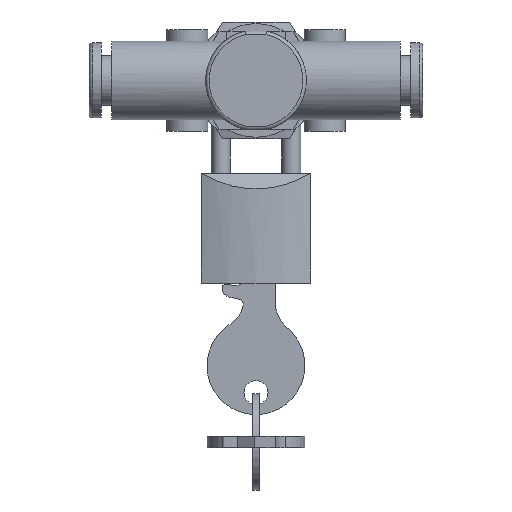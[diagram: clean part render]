
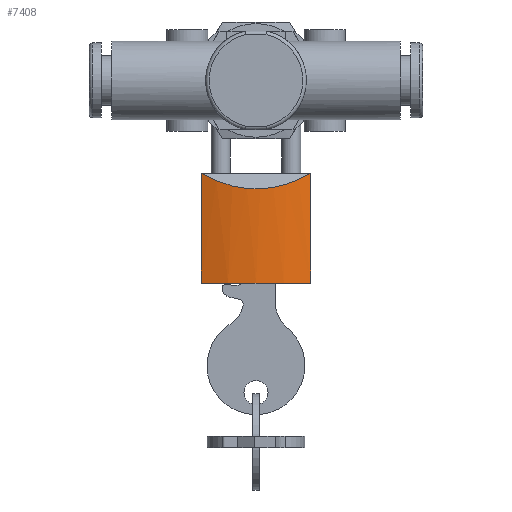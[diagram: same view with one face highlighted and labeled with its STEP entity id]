
A CAD part, front view. The second image highlights one B-rep face of the part: STEP entity #7408.
In plain terms, the highlighted cylindrical face has radius 24.18 mm (diameter 48.359 mm), a partial arc.
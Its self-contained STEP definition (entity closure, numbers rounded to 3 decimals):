
#194 = CARTESIAN_POINT ( 'NONE',  ( -8., 24.125, -13.5 ) ) ;
#282 = CARTESIAN_POINT ( 'NONE',  ( -8., 24.125, -29.5 ) ) ;
#341 = DIRECTION ( 'NONE',  ( 1., 0., 0. ) ) ;
#377 = CARTESIAN_POINT ( 'NONE',  ( 8., 24.125, -13.5 ) ) ;
#910 = DIRECTION ( 'NONE',  ( 0., 0., 1. ) ) ;
#1084 =( BOUNDED_CURVE ( )  B_SPLINE_CURVE ( 3, ( #2463, #8139, #3108, #7530 ),
 .UNSPECIFIED., .F., .T. ) 
 B_SPLINE_CURVE_WITH_KNOTS ( ( 4, 4 ),
 ( 2.804, 3.479 ),
 .UNSPECIFIED. ) 
 CURVE ( )  GEOMETRIC_REPRESENTATION_ITEM ( )  RATIONAL_B_SPLINE_CURVE ( ( 1., 0.962, 0.962, 1. ) ) 
 REPRESENTATION_ITEM ( '' )  );
#1245 = EDGE_CURVE ( 'NONE', #6579, #5913, #4538, .T. ) ;
#1306 = ORIENTED_EDGE ( 'NONE', *, *, #2146, .T. ) ;
#1817 = AXIS2_PLACEMENT_3D ( 'NONE', #4135, #7877, #341 ) ;
#2021 = DIRECTION ( 'NONE',  ( 0., 0., 1. ) ) ;
#2146 = EDGE_CURVE ( 'NONE', #5913, #2690, #4416, .T. ) ;
#2326 = VECTOR ( 'NONE', #3349, 1000. ) ;
#2463 = CARTESIAN_POINT ( 'NONE',  ( -8., 24.125, -13.5 ) ) ;
#2643 = ORIENTED_EDGE ( 'NONE', *, *, #1245, .T. ) ;
#2690 = VERTEX_POINT ( 'NONE', #377 ) ;
#3108 = CARTESIAN_POINT ( 'NONE',  ( 2.771, 22.292, -16.577 ) ) ;
#3349 = DIRECTION ( 'NONE',  ( 0., 0., 1. ) ) ;
#3959 = VERTEX_POINT ( 'NONE', #194 ) ;
#4040 = FACE_OUTER_BOUND ( 'NONE', #5093, .T. ) ;
#4084 = LINE ( 'NONE', #282, #7269 ) ;
#4135 = CARTESIAN_POINT ( 'NONE',  ( 0., 46.943, -29.5 ) ) ;
#4416 = LINE ( 'NONE', #7143, #2326 ) ;
#4538 = CIRCLE ( 'NONE', #7026, 24.18 ) ;
#4838 = ORIENTED_EDGE ( 'NONE', *, *, #7195, .F. ) ;
#5093 = EDGE_LOOP ( 'NONE', ( #4838, #7588, #2643, #1306 ) ) ;
#5182 = CARTESIAN_POINT ( 'NONE',  ( 8., 24.125, -29.5 ) ) ;
#5833 = CARTESIAN_POINT ( 'NONE',  ( 0., 46.943, -29.5 ) ) ;
#5913 = VERTEX_POINT ( 'NONE', #5182 ) ;
#6034 = EDGE_CURVE ( 'NONE', #6579, #3959, #4084, .T. ) ;
#6469 = DIRECTION ( 'NONE',  ( 1., 0., 0. ) ) ;
#6579 = VERTEX_POINT ( 'NONE', #7547 ) ;
#7026 = AXIS2_PLACEMENT_3D ( 'NONE', #5833, #2021, #6469 ) ;
#7042 = CYLINDRICAL_SURFACE ( 'NONE', #1817, 24.18 ) ;
#7143 = CARTESIAN_POINT ( 'NONE',  ( 8., 24.125, -29.5 ) ) ;
#7195 = EDGE_CURVE ( 'NONE', #3959, #2690, #1084, .T. ) ;
#7269 = VECTOR ( 'NONE', #910, 1000. ) ;
#7408 = ADVANCED_FACE ( 'NONE', ( #4040 ), #7042, .T. ) ;
#7530 = CARTESIAN_POINT ( 'NONE',  ( 8., 24.125, -13.5 ) ) ;
#7547 = CARTESIAN_POINT ( 'NONE',  ( -8., 24.125, -29.5 ) ) ;
#7588 = ORIENTED_EDGE ( 'NONE', *, *, #6034, .F. ) ;
#7877 = DIRECTION ( 'NONE',  ( 0., 0., 1. ) ) ;
#8139 = CARTESIAN_POINT ( 'NONE',  ( -2.771, 22.292, -16.577 ) ) ;
